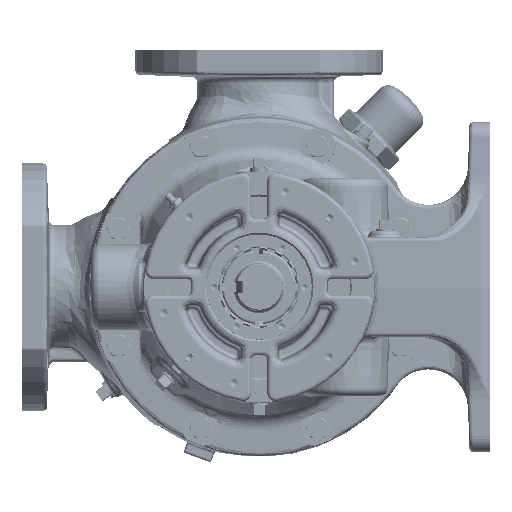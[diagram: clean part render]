
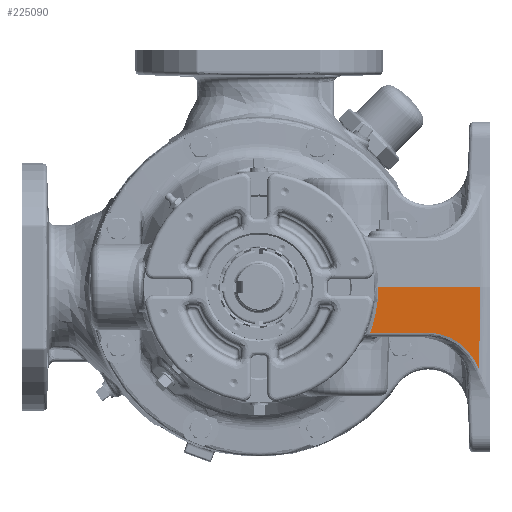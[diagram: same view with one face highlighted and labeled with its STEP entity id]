
A CAD part, left-side view. The second image highlights one B-rep face of the part: STEP entity #225090.
In plain terms, the highlighted planar face has unit normal (-0.642, -0.766, -0.035).
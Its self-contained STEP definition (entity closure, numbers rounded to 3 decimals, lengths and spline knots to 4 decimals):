
#2498 = VERTEX_POINT ( 'NONE', #176871 ) ;
#3286 = AXIS2_PLACEMENT_3D ( 'NONE', #239439, #137426, #236922 ) ;
#4449 = CARTESIAN_POINT ( 'NONE',  ( -5.983, -6.7083, -0.0038 ) ) ;
#4948 = CARTESIAN_POINT ( 'NONE',  ( -5.9831, -6.7083, 0. ) ) ;
#18571 = EDGE_CURVE ( 'NONE', #64860, #219010, #217846, .T. ) ;
#32748 = DIRECTION ( 'NONE',  ( 0.766, -0.643, 0. ) ) ;
#53086 = ORIENTED_EDGE ( 'NONE', *, *, #146202, .T. ) ;
#54994 = ORIENTED_EDGE ( 'NONE', *, *, #199791, .T. ) ;
#64357 = EDGE_LOOP ( 'NONE', ( #137680, #126865, #54994, #189020, #53086 ) ) ;
#64860 = VERTEX_POINT ( 'NONE', #242276 ) ;
#68465 =( BOUNDED_CURVE ( )  B_SPLINE_CURVE ( 3, ( #143093, #217135, #162206, #218410 ),
 .UNSPECIFIED., .F., .T. ) 
 B_SPLINE_CURVE_WITH_KNOTS ( ( 4, 4 ),
 ( 1.6251, 2.7001 ),
 .UNSPECIFIED. ) 
 CURVE ( )  GEOMETRIC_REPRESENTATION_ITEM ( )  RATIONAL_B_SPLINE_CURVE ( ( 1., 0.906, 0.906, 1. ) ) 
 REPRESENTATION_ITEM ( '' )  );
#79253 = VECTOR ( 'NONE', #82295, 39.3701 ) ;
#80147 = VERTEX_POINT ( 'NONE', #238365 ) ;
#82295 = DIRECTION ( 'NONE',  ( -0.035, -0.016, 0.999 ) ) ;
#85533 = CARTESIAN_POINT ( 'NONE',  ( -5.896, -6.6677, -2.4956 ) ) ;
#101664 = CARTESIAN_POINT ( 'NONE',  ( -5.3907, -7.2054, 0. ) ) ;
#103938 = VERTEX_POINT ( 'NONE', #85533 ) ;
#108038 = CARTESIAN_POINT ( 'NONE',  ( -5.3596, -7.1684, -1.3842 ) ) ;
#118108 = CARTESIAN_POINT ( 'NONE',  ( -9.894, -3.3636, -1.3842 ) ) ;
#118709 = EDGE_CURVE ( 'NONE', #64860, #2498, #152279, .T. ) ;
#119477 = PLANE ( 'NONE',  #3286 ) ;
#126865 = ORIENTED_EDGE ( 'NONE', *, *, #118709, .T. ) ;
#127200 = LINE ( 'NONE', #108038, #164814 ) ;
#137426 = DIRECTION ( 'NONE',  ( -0.642, -0.766, -0.035 ) ) ;
#137680 = ORIENTED_EDGE ( 'NONE', *, *, #18571, .F. ) ;
#143093 = CARTESIAN_POINT ( 'NONE',  ( -7.7607, -5.1537, -1.3842 ) ) ;
#146202 = EDGE_CURVE ( 'NONE', #103938, #219010, #179283, .T. ) ;
#152279 =( BOUNDED_CURVE ( )  B_SPLINE_CURVE ( 3, ( #178028, #236787, #250913, #118108 ),
 .UNSPECIFIED., .F., .T. ) 
 B_SPLINE_CURVE_WITH_KNOTS ( ( 4, 4 ),
 ( 3.1004, 3.454 ),
 .UNSPECIFIED. ) 
 CURVE ( )  GEOMETRIC_REPRESENTATION_ITEM ( )  RATIONAL_B_SPLINE_CURVE ( ( 1., 0.99, 0.99, 1. ) ) 
 REPRESENTATION_ITEM ( '' )  );
#152802 = FACE_OUTER_BOUND ( 'NONE', #64357, .T. ) ;
#162206 = CARTESIAN_POINT ( 'NONE',  ( -6.2759, -6.3809, -1.7931 ) ) ;
#164814 = VECTOR ( 'NONE', #32748, 39.3701 ) ;
#170750 = EDGE_CURVE ( 'NONE', #80147, #103938, #68465, .T. ) ;
#176871 = CARTESIAN_POINT ( 'NONE',  ( -9.894, -3.3636, -1.3842 ) ) ;
#178028 = CARTESIAN_POINT ( 'NONE',  ( -9.667, -3.6172, 0. ) ) ;
#179283 = LINE ( 'NONE', #4449, #79253 ) ;
#189020 = ORIENTED_EDGE ( 'NONE', *, *, #170750, .T. ) ;
#199791 = EDGE_CURVE ( 'NONE', #2498, #80147, #127200, .T. ) ;
#201211 = DIRECTION ( 'NONE',  ( 0.766, -0.643, 0. ) ) ;
#212616 = VECTOR ( 'NONE', #201211, 39.3701 ) ;
#217135 = CARTESIAN_POINT ( 'NONE',  ( -6.962, -5.8238, -1.3842 ) ) ;
#217846 = LINE ( 'NONE', #101664, #212616 ) ;
#218410 = CARTESIAN_POINT ( 'NONE',  ( -5.896, -6.6677, -2.4956 ) ) ;
#219010 = VERTEX_POINT ( 'NONE', #4948 ) ;
#225090 = ADVANCED_FACE ( 'Defeatured_0_4493', ( #152802 ), #119477, .T. ) ;
#236787 = CARTESIAN_POINT ( 'NONE',  ( -9.6437, -3.6151, -0.474 ) ) ;
#236922 = DIRECTION ( 'NONE',  ( 0.766, -0.643, 0. ) ) ;
#238365 = CARTESIAN_POINT ( 'NONE',  ( -7.7607, -5.1537, -1.3842 ) ) ;
#239439 = CARTESIAN_POINT ( 'NONE',  ( -5.3907, -7.2054, 0. ) ) ;
#242276 = CARTESIAN_POINT ( 'NONE',  ( -9.667, -3.6172, 0. ) ) ;
#250913 = CARTESIAN_POINT ( 'NONE',  ( -9.7202, -3.5297, -0.9402 ) ) ;
